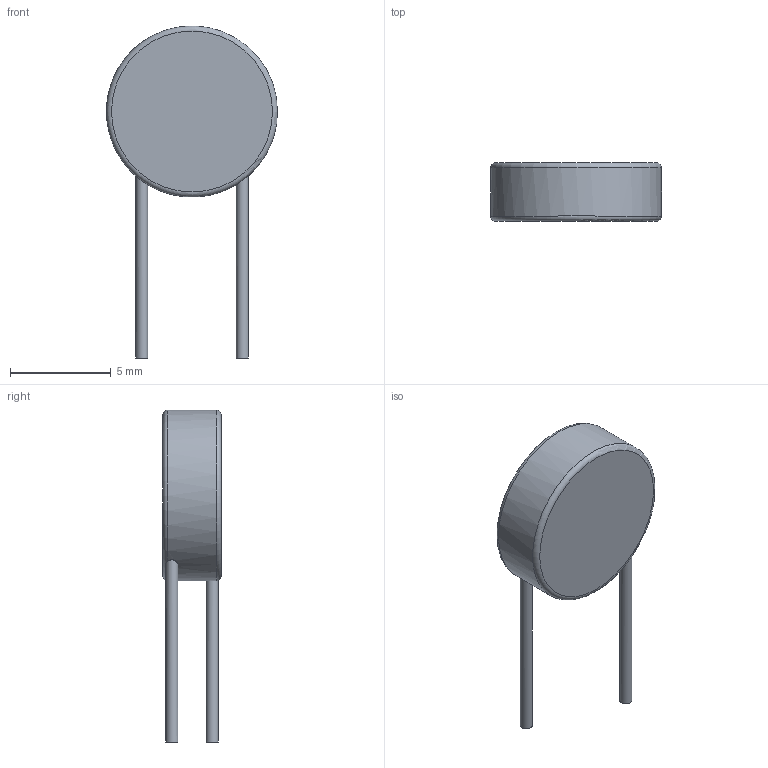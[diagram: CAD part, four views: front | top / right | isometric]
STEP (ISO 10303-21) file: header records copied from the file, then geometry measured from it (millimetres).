
FILE_DESCRIPTION(('FreeCAD Model'),'2;1');
FILE_NAME('MOV_Disc8.5mm.step', '2018-05-17T17:45:24',('Author'),(''), 'Open CASCADE STEP processor 7.2','FreeCAD','Unknown');
FILE_SCHEMA(('AUTOMOTIVE_DESIGN { 1 0 10303 214 1 1 1 1 }'));
Length unit declared in the file: millimetre
Products named in the file (1): Clone
Bounding box: 8.5 x 2.9 x 16.5 mm (x, y, z)
Volume: 168.8 mm3; surface area: 218.3 mm2
Topology: 1 solids, 1 shells, 9 faces, 19 edges, 12 vertices
Faces by surface type: plane 4, cylinder 3, torus 2
Full cylindrical faces by diameter (mm): 0.6 x2, 8.5 x1
Entity records: 974 total; most frequent: CARTESIAN_POINT 527, DIRECTION 65, ORIENTED_EDGE 38, PCURVE 38, DEFINITIONAL_REPRESENTATION 38, B_SPLINE_CURVE_WITH_KNOTS 22, LINE 21, VECTOR 21
